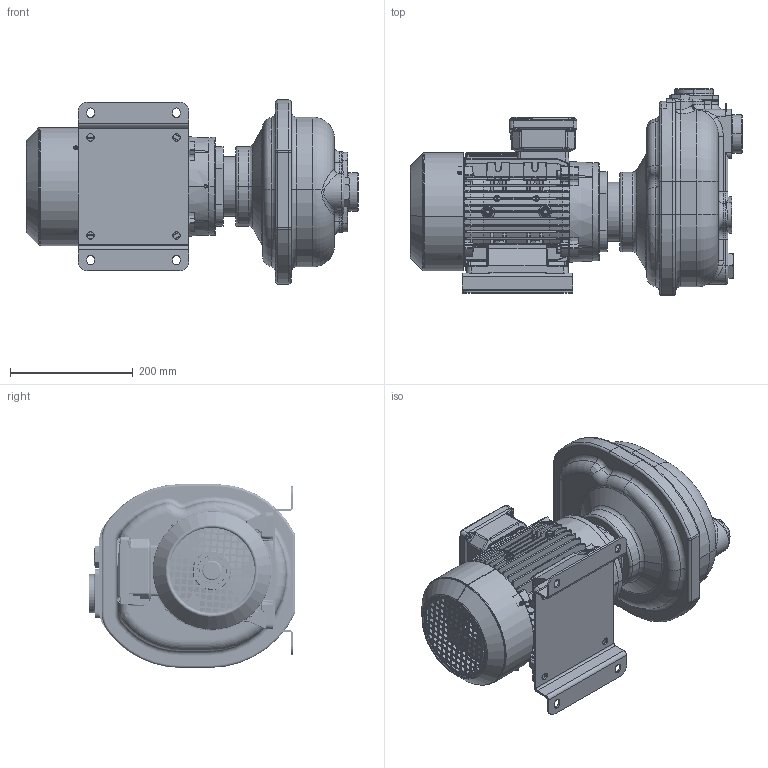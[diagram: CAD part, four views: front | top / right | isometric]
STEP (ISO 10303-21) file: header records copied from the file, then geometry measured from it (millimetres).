
FILE_DESCRIPTION((''),'2;1');
FILE_NAME('S_46_K_T','2017-12-07T12:48:39',('Nicola'),(''),'CREO PARAMETRIC BY PTC INC, 2017110','CREO PARAMETRIC BY PTC INC, 2017110','');
FILE_SCHEMA(('CONFIG_CONTROL_DESIGN'));
Products named in the file (1): S_46_K_T
Bounding box: 541.25 x 337 x 300 mm (x, y, z)
Volume: 15831533.1 mm3; surface area: 1068487.6 mm2
Topology: 2 solids, 2 shells, 5699 faces, 15293 edges, 9530 vertices
Faces by surface type: cylinder 1870, plane 1816, bspline 955, cone 620, torus 296, extrusion 80, sphere 62
Entity records: 281387 total; most frequent: CARTESIAN_POINT 149623, ORIENTED_EDGE 30232, DIRECTION 23451, EDGE_CURVE 15116, VERTEX_POINT 9526, AXIS2_PLACEMENT_3D 8757, EDGE_LOOP 6112, VECTOR 5937
